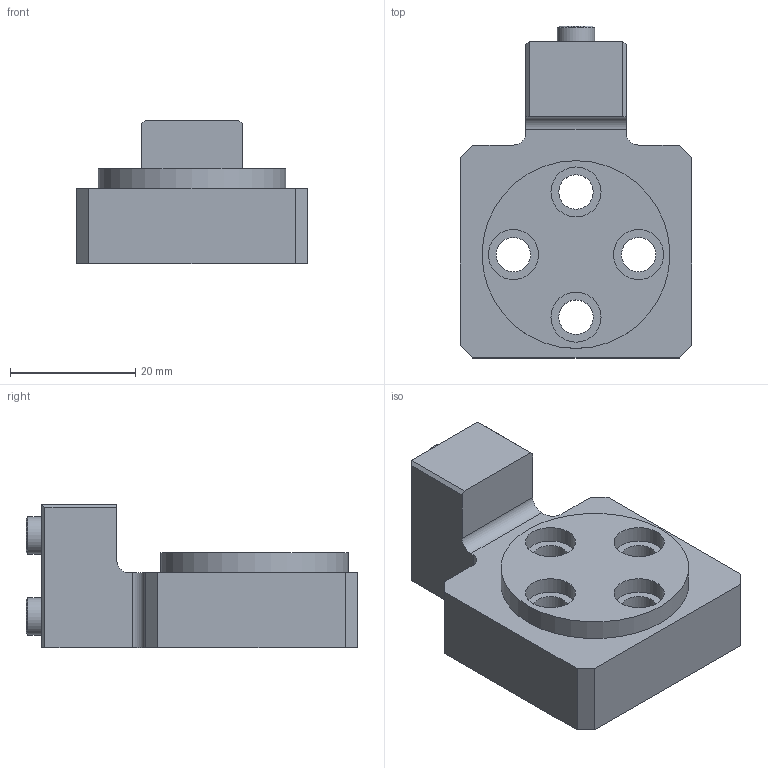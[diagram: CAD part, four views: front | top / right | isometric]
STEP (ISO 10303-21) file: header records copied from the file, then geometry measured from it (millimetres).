
FILE_DESCRIPTION(/* description */ (''),/* implementation_level */ '2;1');
FILE_NAME(/* name */ 'TY-LL-80.stp',/* time_stamp */ '2019-11-19T11:31:12+01:00',/* author */ ('e.orio2'),/* organization */ ('TERMOMACCHINE s.r.l.'),/* preprocessor_version */ 'ST-DEVELOPER v17',/* originating_system */ 'Autodesk Inventor 2019',/* authorisation */ '');
FILE_SCHEMA (('AUTOMOTIVE_DESIGN { 1 0 10303 214 3 1 1 }'));
Length unit declared in the file: millimetre
Products named in the file (3): TY-LL-80; TY-LL-80_1; BOCCOLA 6H7L5
Assembly tree (3 placements, depth 2):
  TY-LL-80
    TY-LL-80_1
    BOCCOLA 6H7L5  x2
Bounding box: 37 x 53 x 23 mm (x, y, z)
Volume: 19946 mm3; surface area: 7751.6 mm2
Topology: 3 solids, 3 shells, 67 faces, 162 edges, 112 vertices
Faces by surface type: plane 35, cylinder 24, cone 8
Full cylindrical faces by diameter (mm): 3.242 x2, 4.2 x2, 5.5 x4, 6 x4, 8 x4, 9 x4, 30 x1
Entity records: 1996 total; most frequent: DIRECTION 354, CARTESIAN_POINT 323, ORIENTED_EDGE 300, EDGE_CURVE 150, AXIS2_PLACEMENT_3D 137, VERTEX_POINT 106, EDGE_LOOP 84, LINE 80
